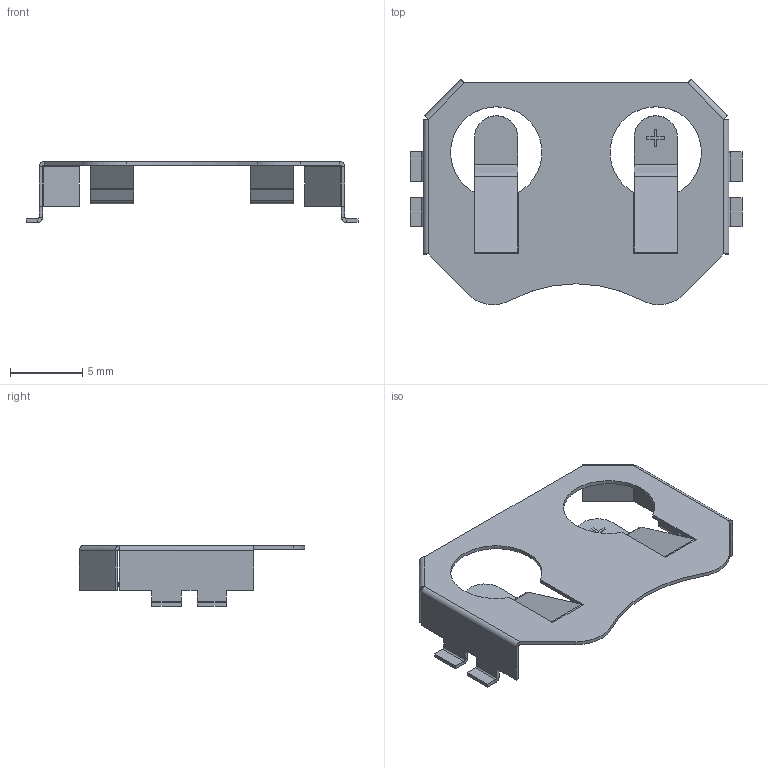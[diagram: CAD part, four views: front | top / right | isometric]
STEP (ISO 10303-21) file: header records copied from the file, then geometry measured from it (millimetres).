
FILE_DESCRIPTION (( 'STEP AP214' ), '1' );
FILE_NAME ('BAT-HLD-001-TR.STEP', '2022-05-16T12:53:39', ( '' ), ( '' ), 'SwSTEP 2.0', 'SolidWorks 2018', '' );
FILE_SCHEMA (( 'AUTOMOTIVE_DESIGN' ));
Length unit declared in the file: millimetre
Products named in the file (1): BAT-HLD-001-TR
Bounding box: 22.9 x 15.55 x 4.2 mm (x, y, z)
Volume: 88 mm3; surface area: 754.3 mm2
Topology: 1 solids, 1 shells, 169 faces, 386 edges, 220 vertices
Faces by surface type: plane 125, cylinder 39, bspline 5
Entity records: 5997 total; most frequent: CARTESIAN_POINT 951, DIRECTION 774, ORIENTED_EDGE 772, EDGE_CURVE 386, LINE 308, VECTOR 308, AXIS2_PLACEMENT_3D 233, VERTEX_POINT 220
